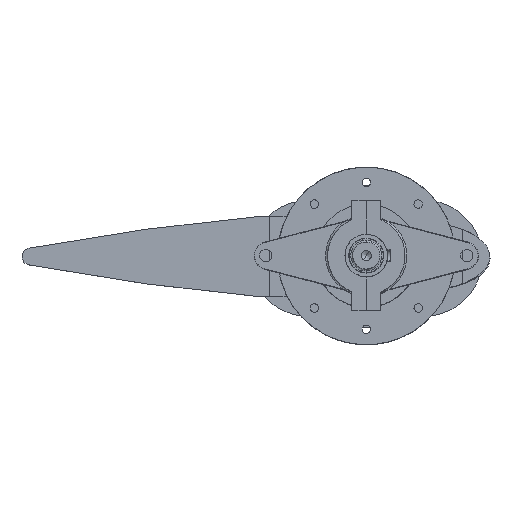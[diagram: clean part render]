
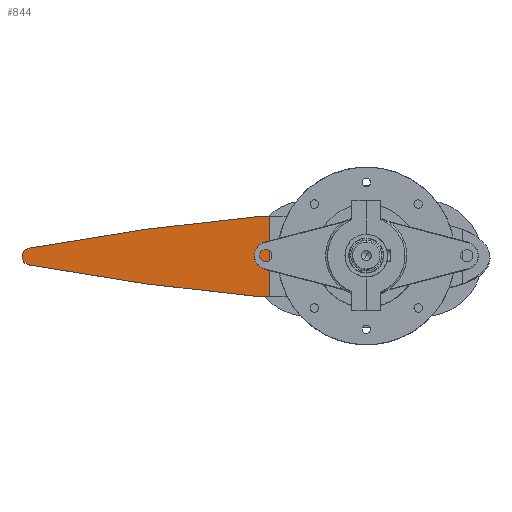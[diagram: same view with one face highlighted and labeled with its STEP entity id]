
A CAD part, top view. The second image highlights one B-rep face of the part: STEP entity #844.
In plain terms, the highlighted free-form (B-spline) face has degree [1, 1] with [2, 2] control points.
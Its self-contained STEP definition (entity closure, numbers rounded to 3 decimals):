
#744 = VERTEX_POINT('',#745);
#745 = CARTESIAN_POINT('',(-237.443,-98.516,
    47.489));
#760 = VERTEX_POINT('',#761);
#761 = CARTESIAN_POINT('',(-237.443,98.516,
    47.489));
#766 = EDGE_CURVE('',#760,#744,#767,.T.);
#767 = B_SPLINE_CURVE_WITH_KNOTS('',1,(#768,#769),.UNSPECIFIED.,.F.,.F.,
  (2,2),(-103.726,103.726),.PIECEWISE_BEZIER_KNOTS.);
#768 = CARTESIAN_POINT('',(-237.443,98.516,
    47.489));
#769 = CARTESIAN_POINT('',(-237.443,-98.516,
    47.489));
#844 = ADVANCED_FACE('',(#845),#926,.T.);
#845 = FACE_BOUND('',#846,.T.);
#846 = EDGE_LOOP('',(#847,#855,#863,#871,#879,#887,#895,#903,#911,#919,
    #925));
#847 = ORIENTED_EDGE('',*,*,#848,.T.);
#848 = EDGE_CURVE('',#760,#849,#851,.T.);
#849 = VERTEX_POINT('',#850);
#850 = CARTESIAN_POINT('',(-275.053,97.194,47.489
    ));
#851 = ( BOUNDED_CURVE() B_SPLINE_CURVE(2,(#852,#853,#854),
.UNSPECIFIED.,.F.,.F.) B_SPLINE_CURVE_WITH_KNOTS((3,3),(1.601,
1.611),.PIECEWISE_BEZIER_KNOTS.) CURVE() 
GEOMETRIC_REPRESENTATION_ITEM() RATIONAL_B_SPLINE_CURVE((1.,
1.,1.)) REPRESENTATION_ITEM('') );
#852 = CARTESIAN_POINT('',(-237.443,98.516,
    47.489));
#853 = CARTESIAN_POINT('',(-256.251,97.95,
    47.489));
#854 = CARTESIAN_POINT('',(-275.053,97.194,
    47.489));
#855 = ORIENTED_EDGE('',*,*,#856,.T.);
#856 = EDGE_CURVE('',#849,#857,#859,.T.);
#857 = VERTEX_POINT('',#858);
#858 = CARTESIAN_POINT('',(-538.996,67.216,
    47.489));
#859 = ( BOUNDED_CURVE() B_SPLINE_CURVE(2,(#860,#861,#862),
.UNSPECIFIED.,.F.,.F.) B_SPLINE_CURVE_WITH_KNOTS((3,3),(1.659,
1.708),.PIECEWISE_BEZIER_KNOTS.) CURVE() 
GEOMETRIC_REPRESENTATION_ITEM() RATIONAL_B_SPLINE_CURVE((1.,
1.,1.)) REPRESENTATION_ITEM('') );
#860 = CARTESIAN_POINT('',(-275.053,97.194,
    47.489));
#861 = CARTESIAN_POINT('',(-407.391,85.43,
    47.489));
#862 = CARTESIAN_POINT('',(-538.996,67.216,
    47.489));
#863 = ORIENTED_EDGE('',*,*,#864,.T.);
#864 = EDGE_CURVE('',#857,#865,#867,.T.);
#865 = VERTEX_POINT('',#866);
#866 = CARTESIAN_POINT('',(-828.106,20.705,
    47.489));
#867 = ( BOUNDED_CURVE() B_SPLINE_CURVE(2,(#868,#869,#870),
.UNSPECIFIED.,.F.,.F.) B_SPLINE_CURVE_WITH_KNOTS((3,3),(1.709,
1.752),.PIECEWISE_BEZIER_KNOTS.) CURVE() 
GEOMETRIC_REPRESENTATION_ITEM() RATIONAL_B_SPLINE_CURVE((1.,
1.,1.)) REPRESENTATION_ITEM('') );
#868 = CARTESIAN_POINT('',(-538.996,67.216,
    47.489));
#869 = CARTESIAN_POINT('',(-684.046,47.038,
    47.489));
#870 = CARTESIAN_POINT('',(-828.106,20.705,
    47.489));
#871 = ORIENTED_EDGE('',*,*,#872,.T.);
#872 = EDGE_CURVE('',#865,#873,#875,.T.);
#873 = VERTEX_POINT('',#874);
#874 = CARTESIAN_POINT('',(-840.928,13.297,
    47.489));
#875 = ( BOUNDED_CURVE() B_SPLINE_CURVE(2,(#876,#877,#878),
.UNSPECIFIED.,.F.,.F.) B_SPLINE_CURVE_WITH_KNOTS((3,3),(1.736,
2.454),.PIECEWISE_BEZIER_KNOTS.) CURVE() 
GEOMETRIC_REPRESENTATION_ITEM() RATIONAL_B_SPLINE_CURVE((1.,
0.936,1.)) REPRESENTATION_ITEM('') );
#876 = CARTESIAN_POINT('',(-828.106,20.705,47.489
    ));
#877 = CARTESIAN_POINT('',(-835.906,19.406,
    47.489));
#878 = CARTESIAN_POINT('',(-840.928,13.297,
    47.489));
#879 = ORIENTED_EDGE('',*,*,#880,.T.);
#880 = EDGE_CURVE('',#873,#881,#883,.T.);
#881 = VERTEX_POINT('',#882);
#882 = CARTESIAN_POINT('',(-845.677,0.,
    47.489));
#883 = ( BOUNDED_CURVE() B_SPLINE_CURVE(2,(#884,#885,#886),
.UNSPECIFIED.,.F.,.F.) B_SPLINE_CURVE_WITH_KNOTS((3,3),(2.457,
3.14),.PIECEWISE_BEZIER_KNOTS.) CURVE() 
GEOMETRIC_REPRESENTATION_ITEM() RATIONAL_B_SPLINE_CURVE((1.,
0.942,1.)) REPRESENTATION_ITEM('') );
#884 = CARTESIAN_POINT('',(-840.928,13.297,
    47.489));
#885 = CARTESIAN_POINT('',(-845.665,7.492,
    47.489));
#886 = CARTESIAN_POINT('',(-845.677,0.,
    47.489));
#887 = ORIENTED_EDGE('',*,*,#888,.T.);
#888 = EDGE_CURVE('',#881,#889,#891,.T.);
#889 = VERTEX_POINT('',#890);
#890 = CARTESIAN_POINT('',(-840.928,-13.297,
    47.489));
#891 = ( BOUNDED_CURVE() B_SPLINE_CURVE(2,(#892,#893,#894),
.UNSPECIFIED.,.F.,.F.) B_SPLINE_CURVE_WITH_KNOTS((3,3),(3.143,
3.826),.PIECEWISE_BEZIER_KNOTS.) CURVE() 
GEOMETRIC_REPRESENTATION_ITEM() RATIONAL_B_SPLINE_CURVE((1.,
0.942,1.)) REPRESENTATION_ITEM('') );
#892 = CARTESIAN_POINT('',(-845.677,0.,
    47.489));
#893 = CARTESIAN_POINT('',(-845.665,-7.492,
    47.489));
#894 = CARTESIAN_POINT('',(-840.928,-13.297,
    47.489));
#895 = ORIENTED_EDGE('',*,*,#896,.T.);
#896 = EDGE_CURVE('',#889,#897,#899,.T.);
#897 = VERTEX_POINT('',#898);
#898 = CARTESIAN_POINT('',(-828.106,-20.705,
    47.489));
#899 = ( BOUNDED_CURVE() B_SPLINE_CURVE(2,(#900,#901,#902),
.UNSPECIFIED.,.F.,.F.) B_SPLINE_CURVE_WITH_KNOTS((3,3),(3.83,
4.547),.PIECEWISE_BEZIER_KNOTS.) CURVE() 
GEOMETRIC_REPRESENTATION_ITEM() RATIONAL_B_SPLINE_CURVE((1.,
0.936,1.)) REPRESENTATION_ITEM('') );
#900 = CARTESIAN_POINT('',(-840.928,-13.297,
    47.489));
#901 = CARTESIAN_POINT('',(-835.906,-19.406,
    47.489));
#902 = CARTESIAN_POINT('',(-828.106,-20.705,
    47.489));
#903 = ORIENTED_EDGE('',*,*,#904,.T.);
#904 = EDGE_CURVE('',#897,#905,#907,.T.);
#905 = VERTEX_POINT('',#906);
#906 = CARTESIAN_POINT('',(-538.996,-67.216,
    47.489));
#907 = ( BOUNDED_CURVE() B_SPLINE_CURVE(2,(#908,#909,#910),
.UNSPECIFIED.,.F.,.F.) B_SPLINE_CURVE_WITH_KNOTS((3,3),(4.532,
4.574),.PIECEWISE_BEZIER_KNOTS.) CURVE() 
GEOMETRIC_REPRESENTATION_ITEM() RATIONAL_B_SPLINE_CURVE((1.,
1.,1.)) REPRESENTATION_ITEM('') );
#908 = CARTESIAN_POINT('',(-828.106,-20.705,
    47.489));
#909 = CARTESIAN_POINT('',(-684.046,-47.038,
    47.489));
#910 = CARTESIAN_POINT('',(-538.996,-67.216,
    47.489));
#911 = ORIENTED_EDGE('',*,*,#912,.T.);
#912 = EDGE_CURVE('',#905,#913,#915,.T.);
#913 = VERTEX_POINT('',#914);
#914 = CARTESIAN_POINT('',(-275.053,-97.194,47.489
    ));
#915 = ( BOUNDED_CURVE() B_SPLINE_CURVE(2,(#916,#917,#918),
.UNSPECIFIED.,.F.,.F.) B_SPLINE_CURVE_WITH_KNOTS((3,3),(4.575,
4.624),.PIECEWISE_BEZIER_KNOTS.) CURVE() 
GEOMETRIC_REPRESENTATION_ITEM() RATIONAL_B_SPLINE_CURVE((1.,
1.,1.)) REPRESENTATION_ITEM('') );
#916 = CARTESIAN_POINT('',(-538.996,-67.216,
    47.489));
#917 = CARTESIAN_POINT('',(-407.391,-85.43,
    47.489));
#918 = CARTESIAN_POINT('',(-275.053,-97.194,
    47.489));
#919 = ORIENTED_EDGE('',*,*,#920,.T.);
#920 = EDGE_CURVE('',#913,#744,#921,.T.);
#921 = ( BOUNDED_CURVE() B_SPLINE_CURVE(2,(#922,#923,#924),
.UNSPECIFIED.,.F.,.F.) B_SPLINE_CURVE_WITH_KNOTS((3,3),(4.672,
4.682),.PIECEWISE_BEZIER_KNOTS.) CURVE() 
GEOMETRIC_REPRESENTATION_ITEM() RATIONAL_B_SPLINE_CURVE((1.,
1.,1.)) REPRESENTATION_ITEM('') );
#922 = CARTESIAN_POINT('',(-275.053,-97.194,
    47.489));
#923 = CARTESIAN_POINT('',(-256.251,-97.95,
    47.489));
#924 = CARTESIAN_POINT('',(-237.443,-98.516,
    47.489));
#925 = ORIENTED_EDGE('',*,*,#766,.F.);
#926 = B_SPLINE_SURFACE_WITH_KNOTS('',1,1,(
    (#927,#928)
    ,(#929,#930
    )),.UNSPECIFIED.,.F.,.F.,.F.,(2,2),(2,2),(-890.401,
    -250.),(-103.726,103.726),
  .PIECEWISE_BEZIER_KNOTS.);
#927 = CARTESIAN_POINT('',(-845.677,-98.516,
    47.489));
#928 = CARTESIAN_POINT('',(-845.677,98.516,
    47.489));
#929 = CARTESIAN_POINT('',(-237.443,-98.516,
    47.489));
#930 = CARTESIAN_POINT('',(-237.443,98.516,
    47.489));
